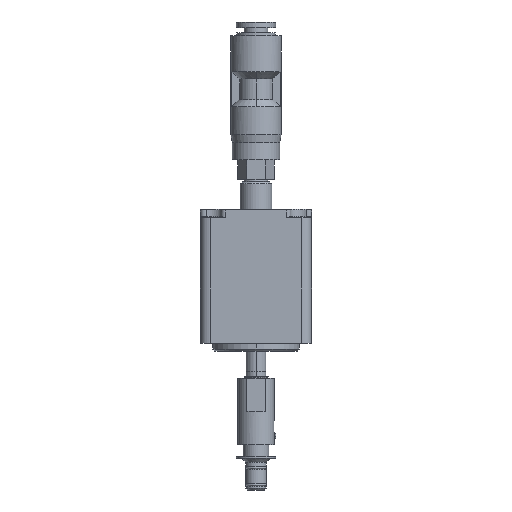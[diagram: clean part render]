
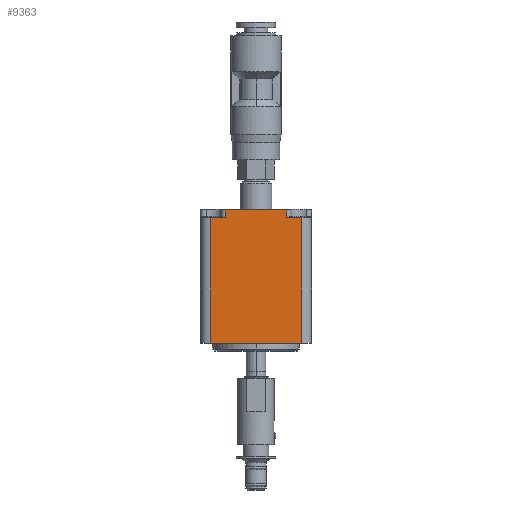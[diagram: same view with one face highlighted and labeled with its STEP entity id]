
A CAD part, left-side view. The second image highlights one B-rep face of the part: STEP entity #9363.
In plain terms, the highlighted planar face has unit normal (-1, 0, 0).
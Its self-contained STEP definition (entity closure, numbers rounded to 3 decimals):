
#6600 = VERTEX_POINT('',#6601);
#6601 = CARTESIAN_POINT('',(-14.1,-7.834,-16.9));
#8305 = VERTEX_POINT('',#8306);
#8306 = CARTESIAN_POINT('',(-14.1,-7.834,-14.9));
#8313 = EDGE_CURVE('',#6600,#8305,#8314,.T.);
#8314 = LINE('',#8315,#8316);
#8315 = CARTESIAN_POINT('',(-14.1,-7.834,
    -16.9));
#8316 = VECTOR('',#8317,1.);
#8317 = DIRECTION('',(0.,0.,1.));
#8545 = VERTEX_POINT('',#8546);
#8546 = CARTESIAN_POINT('',(-14.1,7.834,
    -16.9));
#8570 = EDGE_CURVE('',#6600,#8545,#8571,.T.);
#8571 = LINE('',#8572,#8573);
#8572 = CARTESIAN_POINT('',(-14.1,-7.834,
    -16.9));
#8573 = VECTOR('',#8574,1.);
#8574 = DIRECTION('',(0.,1.,0.));
#9286 = VERTEX_POINT('',#9287);
#9287 = CARTESIAN_POINT('',(-14.1,-11.6,
    -14.9));
#9293 = EDGE_CURVE('',#9286,#8305,#9294,.T.);
#9294 = LINE('',#9295,#9296);
#9295 = CARTESIAN_POINT('',(-14.1,-11.6,
    -14.9));
#9296 = VECTOR('',#9297,1.);
#9297 = DIRECTION('',(0.,1.,0.));
#9344 = VERTEX_POINT('',#9345);
#9345 = CARTESIAN_POINT('',(-14.1,-11.6,17.));
#9352 = EDGE_CURVE('',#9344,#9286,#9353,.T.);
#9353 = LINE('',#9354,#9355);
#9354 = CARTESIAN_POINT('',(-14.1,-11.6,17.));
#9355 = VECTOR('',#9356,1.);
#9356 = DIRECTION('',(0.,0.,-1.));
#9363 = ADVANCED_FACE('',(#9364),#9400,.T.);
#9364 = FACE_BOUND('',#9365,.T.);
#9365 = EDGE_LOOP('',(#9366,#9374,#9375,#9376,#9377,#9378,#9386,#9394));
#9366 = ORIENTED_EDGE('',*,*,#9367,.T.);
#9367 = EDGE_CURVE('',#9368,#8545,#9370,.T.);
#9368 = VERTEX_POINT('',#9369);
#9369 = CARTESIAN_POINT('',(-14.1,7.834,-14.9));
#9370 = LINE('',#9371,#9372);
#9371 = CARTESIAN_POINT('',(-14.1,7.834,-14.9));
#9372 = VECTOR('',#9373,1.);
#9373 = DIRECTION('',(0.,0.,-1.));
#9374 = ORIENTED_EDGE('',*,*,#8570,.F.);
#9375 = ORIENTED_EDGE('',*,*,#8313,.T.);
#9376 = ORIENTED_EDGE('',*,*,#9293,.F.);
#9377 = ORIENTED_EDGE('',*,*,#9352,.F.);
#9378 = ORIENTED_EDGE('',*,*,#9379,.F.);
#9379 = EDGE_CURVE('',#9380,#9344,#9382,.T.);
#9380 = VERTEX_POINT('',#9381);
#9381 = CARTESIAN_POINT('',(-14.1,11.6,17.));
#9382 = LINE('',#9383,#9384);
#9383 = CARTESIAN_POINT('',(-14.1,11.6,17.));
#9384 = VECTOR('',#9385,1.);
#9385 = DIRECTION('',(0.,-1.,0.));
#9386 = ORIENTED_EDGE('',*,*,#9387,.T.);
#9387 = EDGE_CURVE('',#9380,#9388,#9390,.T.);
#9388 = VERTEX_POINT('',#9389);
#9389 = CARTESIAN_POINT('',(-14.1,11.6,-14.9));
#9390 = LINE('',#9391,#9392);
#9391 = CARTESIAN_POINT('',(-14.1,11.6,17.));
#9392 = VECTOR('',#9393,1.);
#9393 = DIRECTION('',(0.,0.,-1.));
#9394 = ORIENTED_EDGE('',*,*,#9395,.F.);
#9395 = EDGE_CURVE('',#9368,#9388,#9396,.T.);
#9396 = LINE('',#9397,#9398);
#9397 = CARTESIAN_POINT('',(-14.1,7.834,-14.9));
#9398 = VECTOR('',#9399,1.);
#9399 = DIRECTION('',(0.,1.,0.));
#9400 = PLANE('',#9401);
#9401 = AXIS2_PLACEMENT_3D('',#9402,#9403,#9404);
#9402 = CARTESIAN_POINT('',(-14.1,14.1,-17.));
#9403 = DIRECTION('',(-1.,0.,0.));
#9404 = DIRECTION('',(0.,0.,1.));
